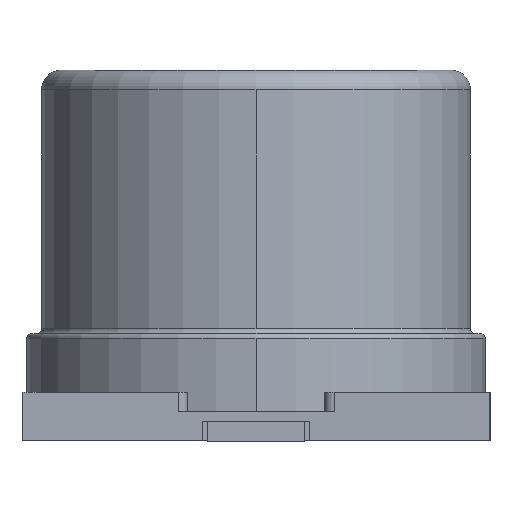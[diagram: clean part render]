
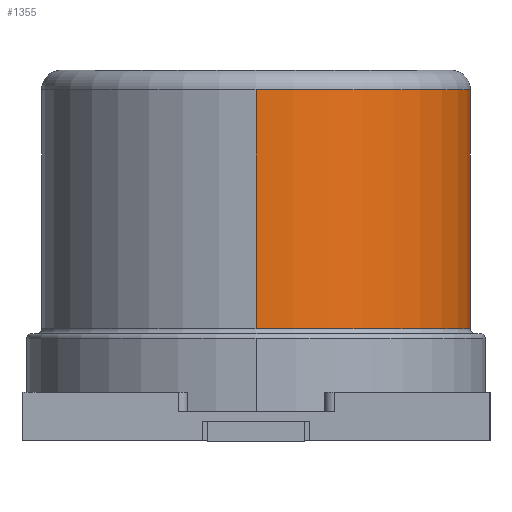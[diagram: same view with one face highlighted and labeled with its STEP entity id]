
A CAD part, left-side view. The second image highlights one B-rep face of the part: STEP entity #1355.
In plain terms, the highlighted cylindrical face has radius 2.2 mm (diameter 4.4 mm), a partial arc.
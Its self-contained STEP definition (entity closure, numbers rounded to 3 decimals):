
#313 = CYLINDRICAL_SURFACE ( 'NONE', #543, 2.2 ) ;
#527 = DIRECTION ( 'NONE',  ( 0., 0., -1. ) ) ;
#543 = AXIS2_PLACEMENT_3D ( 'NONE', #6123, #4009, #2111 ) ;
#645 = VERTEX_POINT ( 'NONE', #3220 ) ;
#699 = ORIENTED_EDGE ( 'NONE', *, *, #1593, .T. ) ;
#720 = DIRECTION ( 'NONE',  ( 0., 0., -1. ) ) ;
#1002 = CARTESIAN_POINT ( 'NONE',  ( -3.1, 0., 1.15 ) ) ;
#1062 = AXIS2_PLACEMENT_3D ( 'NONE', #1223, #720, #2807 ) ;
#1223 = CARTESIAN_POINT ( 'NONE',  ( -3.1, 0., 3.6 ) ) ;
#1341 = DIRECTION ( 'NONE',  ( 0., 0., -1. ) ) ;
#1355 = ADVANCED_FACE ( 'NONE', ( #3054 ), #313, .T. ) ;
#1593 = EDGE_CURVE ( 'NONE', #5598, #3282, #1863, .T. ) ;
#1724 = VECTOR ( 'NONE', #527, 1000. ) ;
#1863 = LINE ( 'NONE', #6011, #3601 ) ;
#1981 = ORIENTED_EDGE ( 'NONE', *, *, #5290, .F. ) ;
#2111 = DIRECTION ( 'NONE',  ( -1., 0., 0. ) ) ;
#2137 = DIRECTION ( 'NONE',  ( 0., 0., 1. ) ) ;
#2138 = LINE ( 'NONE', #5693, #1724 ) ;
#2365 = CARTESIAN_POINT ( 'NONE',  ( -5.3, 0., 3.6 ) ) ;
#2807 = DIRECTION ( 'NONE',  ( 1., 0., 0. ) ) ;
#3054 = FACE_OUTER_BOUND ( 'NONE', #5628, .T. ) ;
#3220 = CARTESIAN_POINT ( 'NONE',  ( -3.1, -2.2, 1.15 ) ) ;
#3282 = VERTEX_POINT ( 'NONE', #6751 ) ;
#3290 = AXIS2_PLACEMENT_3D ( 'NONE', #1002, #2137, #3599 ) ;
#3411 = ORIENTED_EDGE ( 'NONE', *, *, #5130, .T. ) ;
#3599 = DIRECTION ( 'NONE',  ( 1., 0., 0. ) ) ;
#3601 = VECTOR ( 'NONE', #1341, 1000. ) ;
#4009 = DIRECTION ( 'NONE',  ( 0., 0., -1. ) ) ;
#4845 = CARTESIAN_POINT ( 'NONE',  ( -3.1, -2.2, 3.6 ) ) ;
#5130 = EDGE_CURVE ( 'NONE', #5333, #5598, #6283, .T. ) ;
#5241 = ORIENTED_EDGE ( 'NONE', *, *, #6021, .T. ) ;
#5290 = EDGE_CURVE ( 'NONE', #5333, #645, #2138, .T. ) ;
#5333 = VERTEX_POINT ( 'NONE', #4845 ) ;
#5598 = VERTEX_POINT ( 'NONE', #2365 ) ;
#5628 = EDGE_LOOP ( 'NONE', ( #3411, #699, #5241, #1981 ) ) ;
#5693 = CARTESIAN_POINT ( 'NONE',  ( -3.1, -2.2, 19.077 ) ) ;
#6011 = CARTESIAN_POINT ( 'NONE',  ( -5.3, 0., 19.077 ) ) ;
#6021 = EDGE_CURVE ( 'NONE', #3282, #645, #6546, .T. ) ;
#6123 = CARTESIAN_POINT ( 'NONE',  ( -3.1, 0., 19.077 ) ) ;
#6283 = CIRCLE ( 'NONE', #1062, 2.2 ) ;
#6546 = CIRCLE ( 'NONE', #3290, 2.2 ) ;
#6751 = CARTESIAN_POINT ( 'NONE',  ( -5.3, 0., 1.15 ) ) ;
